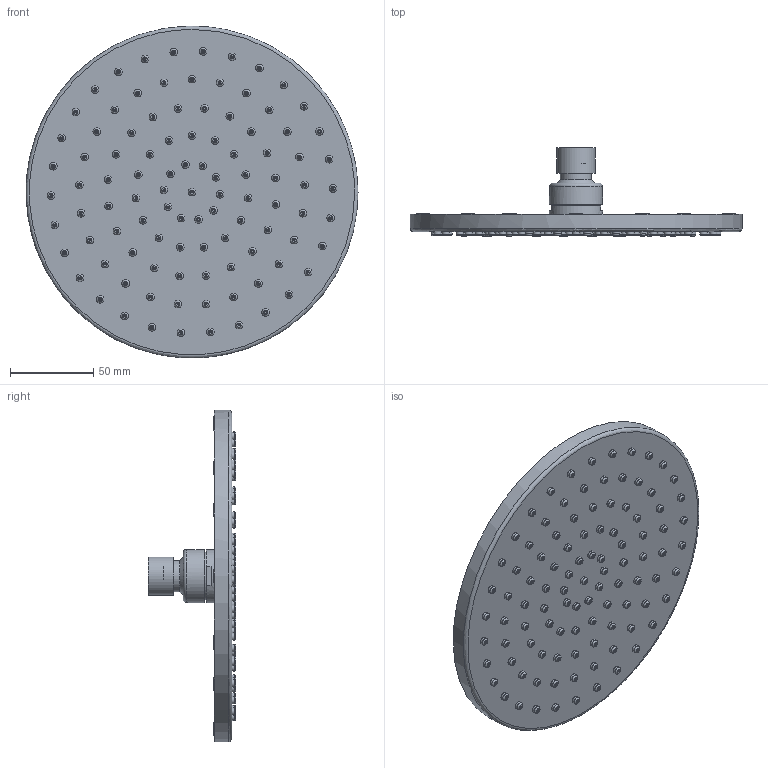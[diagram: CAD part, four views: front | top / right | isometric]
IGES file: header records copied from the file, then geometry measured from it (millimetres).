
Global section: file name: V188-W; native system: Autodesk Inventor 2018; preprocessor: unknown; author: adaniels; date: 20190708.093442; units: millimetre
Bounding box: 200 x 53 x 199.86 mm (x, y, z)
Volume: 351014.9 mm3; surface area: 81163.2 mm2
Topology: 3 solids, 7 shells, 737 faces, 1647 edges, 1144 vertices
Faces by surface type: bspline 737
